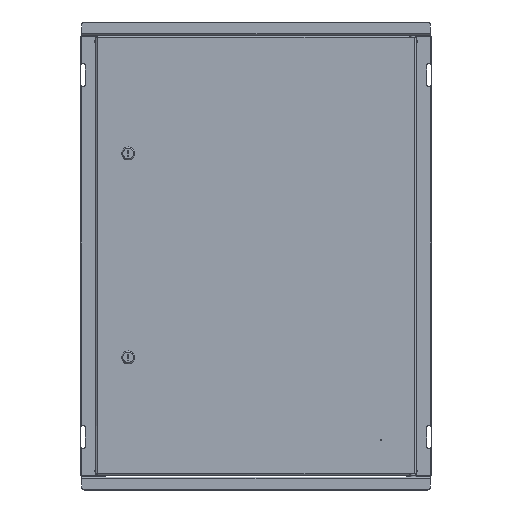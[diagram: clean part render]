
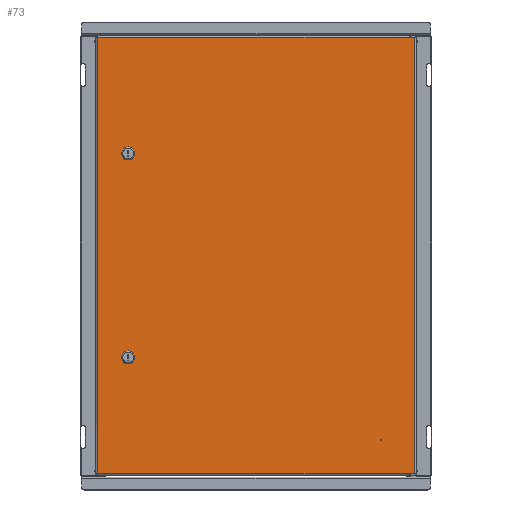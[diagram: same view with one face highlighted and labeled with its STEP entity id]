
A CAD part, top view. The second image highlights one B-rep face of the part: STEP entity #73.
In plain terms, the highlighted planar face has unit normal (0, 0, 1).
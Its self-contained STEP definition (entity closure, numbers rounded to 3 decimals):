
#3 = CARTESIAN_POINT ( 'NONE',  ( -208.75, -168.29, 0. ) ) ;
#19 = VECTOR ( 'NONE', #15460, 1000. ) ;
#73 = ADVANCED_FACE ( 'NONE', ( #16246, #246, #8042, #1304 ), #6705, .T. ) ;
#211 = CIRCLE ( 'NONE', #756, 9.5 ) ;
#246 = FACE_BOUND ( 'NONE', #6151, .T. ) ;
#272 = VERTEX_POINT ( 'NONE', #2266 ) ;
#420 = CARTESIAN_POINT ( 'NONE',  ( -208.75, -177.71, 0. ) ) ;
#564 = CARTESIAN_POINT ( 'NONE',  ( 268.9, 369.9, 0. ) ) ;
#658 = VERTEX_POINT ( 'NONE', #9747 ) ;
#756 = AXIS2_PLACEMENT_3D ( 'NONE', #1000, #4818, #10516 ) ;
#800 = ORIENTED_EDGE ( 'NONE', *, *, #6370, .F. ) ;
#998 = LINE ( 'NONE', #10680, #9391 ) ;
#1000 = CARTESIAN_POINT ( 'NONE',  ( -217., -173., 0. ) ) ;
#1018 = EDGE_CURVE ( 'NONE', #14845, #4292, #6805, .T. ) ;
#1030 = CARTESIAN_POINT ( 'NONE',  ( -217., 173., 0. ) ) ;
#1047 = DIRECTION ( 'NONE',  ( 1., 0., 0. ) ) ;
#1124 = EDGE_CURVE ( 'NONE', #658, #14265, #15733, .T. ) ;
#1203 = ORIENTED_EDGE ( 'NONE', *, *, #1258, .T. ) ;
#1258 = EDGE_CURVE ( 'NONE', #8532, #4239, #2565, .T. ) ;
#1263 = CARTESIAN_POINT ( 'NONE',  ( -217., -173., 0. ) ) ;
#1304 = FACE_BOUND ( 'NONE', #16412, .T. ) ;
#1402 = LINE ( 'NONE', #3, #4325 ) ;
#1455 = VERTEX_POINT ( 'NONE', #420 ) ;
#1724 = CARTESIAN_POINT ( 'NONE',  ( 268.9, -369.9, 0. ) ) ;
#2080 = LINE ( 'NONE', #4831, #4018 ) ;
#2116 = CARTESIAN_POINT ( 'NONE',  ( 212., -313., 0. ) ) ;
#2196 = CARTESIAN_POINT ( 'NONE',  ( -217., 173., 0. ) ) ;
#2266 = CARTESIAN_POINT ( 'NONE',  ( -208.75, -168.29, 0. ) ) ;
#2337 = ORIENTED_EDGE ( 'NONE', *, *, #10162, .F. ) ;
#2338 = EDGE_CURVE ( 'NONE', #272, #1455, #1402, .T. ) ;
#2541 = DIRECTION ( 'NONE',  ( 1., 0., 0. ) ) ;
#2565 = LINE ( 'NONE', #15829, #8499 ) ;
#2704 = ORIENTED_EDGE ( 'NONE', *, *, #8667, .T. ) ;
#2791 = VERTEX_POINT ( 'NONE', #8180 ) ;
#3270 = VERTEX_POINT ( 'NONE', #16623 ) ;
#3435 = ORIENTED_EDGE ( 'NONE', *, *, #17330, .T. ) ;
#3475 = CARTESIAN_POINT ( 'NONE',  ( -268.9, 369.9, 0. ) ) ;
#3595 = ORIENTED_EDGE ( 'NONE', *, *, #13196, .T. ) ;
#3649 = ORIENTED_EDGE ( 'NONE', *, *, #1124, .F. ) ;
#4018 = VECTOR ( 'NONE', #15279, 1000. ) ;
#4239 = VERTEX_POINT ( 'NONE', #1724 ) ;
#4292 = VERTEX_POINT ( 'NONE', #9911 ) ;
#4323 = VERTEX_POINT ( 'NONE', #13851 ) ;
#4325 = VECTOR ( 'NONE', #9451, 1000. ) ;
#4454 = CIRCLE ( 'NONE', #8393, 9.5 ) ;
#4697 = VERTEX_POINT ( 'NONE', #15233 ) ;
#4818 = DIRECTION ( 'NONE',  ( 0., 0., -1. ) ) ;
#4831 = CARTESIAN_POINT ( 'NONE',  ( -225.25, -168.29, 0. ) ) ;
#5033 = ORIENTED_EDGE ( 'NONE', *, *, #6852, .T. ) ;
#5089 = EDGE_LOOP ( 'NONE', ( #16221, #13845 ) ) ;
#5372 = DIRECTION ( 'NONE',  ( 0., 0., 1. ) ) ;
#5528 = EDGE_CURVE ( 'NONE', #4292, #14845, #16176, .T. ) ;
#5556 = CARTESIAN_POINT ( 'NONE',  ( 0., 0., 0. ) ) ;
#5643 = DIRECTION ( 'NONE',  ( 1., 0., 0. ) ) ;
#5675 = DIRECTION ( 'NONE',  ( 0., 1., 0. ) ) ;
#5759 = LINE ( 'NONE', #9625, #13703 ) ;
#5836 = CIRCLE ( 'NONE', #6112, 9.5 ) ;
#5881 = ORIENTED_EDGE ( 'NONE', *, *, #10547, .T. ) ;
#5931 = AXIS2_PLACEMENT_3D ( 'NONE', #5556, #10477, #5643 ) ;
#6056 = CARTESIAN_POINT ( 'NONE',  ( -268.9, 371.788, 0. ) ) ;
#6108 = ORIENTED_EDGE ( 'NONE', *, *, #14983, .F. ) ;
#6112 = AXIS2_PLACEMENT_3D ( 'NONE', #2196, #8909, #1047 ) ;
#6131 = VECTOR ( 'NONE', #12754, 1000. ) ;
#6151 = EDGE_LOOP ( 'NONE', ( #800, #6108, #2337, #3649 ) ) ;
#6370 = EDGE_CURVE ( 'NONE', #13695, #658, #5836, .T. ) ;
#6446 = ORIENTED_EDGE ( 'NONE', *, *, #9350, .T. ) ;
#6705 = PLANE ( 'NONE',  #5931 ) ;
#6741 = CIRCLE ( 'NONE', #7583, 9.5 ) ;
#6805 = CIRCLE ( 'NONE', #13241, 0.5 ) ;
#6852 = EDGE_CURVE ( 'NONE', #1455, #3270, #4454, .T. ) ;
#7583 = AXIS2_PLACEMENT_3D ( 'NONE', #1030, #5372, #2541 ) ;
#7656 = VECTOR ( 'NONE', #9175, 1000. ) ;
#7686 = CARTESIAN_POINT ( 'NONE',  ( 270.788, 369.9, 0. ) ) ;
#7797 = AXIS2_PLACEMENT_3D ( 'NONE', #16650, #11138, #8366 ) ;
#7869 = CARTESIAN_POINT ( 'NONE',  ( -225.25, 168.29, 0. ) ) ;
#7957 = DIRECTION ( 'NONE',  ( 1., 0., 0. ) ) ;
#8042 = FACE_OUTER_BOUND ( 'NONE', #15894, .T. ) ;
#8180 = CARTESIAN_POINT ( 'NONE',  ( -208.75, 168.29, 0. ) ) ;
#8366 = DIRECTION ( 'NONE',  ( 1., 0., 0. ) ) ;
#8393 = AXIS2_PLACEMENT_3D ( 'NONE', #1263, #12013, #13056 ) ;
#8499 = VECTOR ( 'NONE', #7957, 1000. ) ;
#8532 = VERTEX_POINT ( 'NONE', #11611 ) ;
#8570 = DIRECTION ( 'NONE',  ( 1., 0., 0. ) ) ;
#8574 = EDGE_CURVE ( 'NONE', #17302, #14291, #14319, .T. ) ;
#8613 = CARTESIAN_POINT ( 'NONE',  ( 260., 369.9, 0. ) ) ;
#8667 = EDGE_CURVE ( 'NONE', #4697, #272, #211, .T. ) ;
#8733 = CARTESIAN_POINT ( 'NONE',  ( -208.75, 168.29, 0. ) ) ;
#8779 = CARTESIAN_POINT ( 'NONE',  ( -225.25, 168.29, 0. ) ) ;
#8909 = DIRECTION ( 'NONE',  ( 0., 0., 1. ) ) ;
#9175 = DIRECTION ( 'NONE',  ( 0., -1., 0. ) ) ;
#9350 = EDGE_CURVE ( 'NONE', #4239, #17302, #5759, .T. ) ;
#9391 = VECTOR ( 'NONE', #15778, 1000. ) ;
#9451 = DIRECTION ( 'NONE',  ( 0., -1., 0. ) ) ;
#9625 = CARTESIAN_POINT ( 'NONE',  ( 268.9, -371.788, 0. ) ) ;
#9722 = VECTOR ( 'NONE', #16771, 1000. ) ;
#9747 = CARTESIAN_POINT ( 'NONE',  ( -225.25, 177.71, 0. ) ) ;
#9794 = CARTESIAN_POINT ( 'NONE',  ( 212.5, -313., 0. ) ) ;
#9911 = CARTESIAN_POINT ( 'NONE',  ( 211.5, -313., 0. ) ) ;
#9913 = ORIENTED_EDGE ( 'NONE', *, *, #11460, .T. ) ;
#10091 = VECTOR ( 'NONE', #16565, 1000. ) ;
#10162 = EDGE_CURVE ( 'NONE', #14265, #2791, #6741, .T. ) ;
#10477 = DIRECTION ( 'NONE',  ( 0., 0., 1. ) ) ;
#10516 = DIRECTION ( 'NONE',  ( 1., 0., 0. ) ) ;
#10547 = EDGE_CURVE ( 'NONE', #16630, #4323, #11571, .T. ) ;
#10680 = CARTESIAN_POINT ( 'NONE',  ( 270.788, 369.9, 0. ) ) ;
#11138 = DIRECTION ( 'NONE',  ( 0., 0., 1. ) ) ;
#11261 = DIRECTION ( 'NONE',  ( 0., 0., 1. ) ) ;
#11460 = EDGE_CURVE ( 'NONE', #4323, #8532, #17021, .T. ) ;
#11571 = LINE ( 'NONE', #6056, #10091 ) ;
#11611 = CARTESIAN_POINT ( 'NONE',  ( 260., -369.9, 0. ) ) ;
#11988 = CARTESIAN_POINT ( 'NONE',  ( -208.75, 177.71, 0. ) ) ;
#12013 = DIRECTION ( 'NONE',  ( 0., 0., -1. ) ) ;
#12428 = ORIENTED_EDGE ( 'NONE', *, *, #2338, .T. ) ;
#12754 = DIRECTION ( 'NONE',  ( -1., 0., 0. ) ) ;
#12821 = CARTESIAN_POINT ( 'NONE',  ( -270.788, -369.9, 0. ) ) ;
#13056 = DIRECTION ( 'NONE',  ( 1., 0., 0. ) ) ;
#13196 = EDGE_CURVE ( 'NONE', #14291, #16630, #998, .T. ) ;
#13241 = AXIS2_PLACEMENT_3D ( 'NONE', #2116, #11261, #8570 ) ;
#13695 = VERTEX_POINT ( 'NONE', #11988 ) ;
#13703 = VECTOR ( 'NONE', #5675, 1000. ) ;
#13845 = ORIENTED_EDGE ( 'NONE', *, *, #1018, .F. ) ;
#13851 = CARTESIAN_POINT ( 'NONE',  ( -268.9, -369.9, 0. ) ) ;
#13894 = LINE ( 'NONE', #8733, #9722 ) ;
#14141 = ORIENTED_EDGE ( 'NONE', *, *, #8574, .T. ) ;
#14265 = VERTEX_POINT ( 'NONE', #8779 ) ;
#14291 = VERTEX_POINT ( 'NONE', #8613 ) ;
#14319 = LINE ( 'NONE', #7686, #6131 ) ;
#14845 = VERTEX_POINT ( 'NONE', #9794 ) ;
#14983 = EDGE_CURVE ( 'NONE', #2791, #13695, #13894, .T. ) ;
#15233 = CARTESIAN_POINT ( 'NONE',  ( -225.25, -168.29, 0. ) ) ;
#15279 = DIRECTION ( 'NONE',  ( 0., 1., 0. ) ) ;
#15460 = DIRECTION ( 'NONE',  ( 1., 0., 0. ) ) ;
#15733 = LINE ( 'NONE', #7869, #7656 ) ;
#15778 = DIRECTION ( 'NONE',  ( -1., 0., 0. ) ) ;
#15829 = CARTESIAN_POINT ( 'NONE',  ( -270.788, -369.9, 0. ) ) ;
#15894 = EDGE_LOOP ( 'NONE', ( #5881, #9913, #1203, #6446, #14141, #3595 ) ) ;
#16176 = CIRCLE ( 'NONE', #7797, 0.5 ) ;
#16221 = ORIENTED_EDGE ( 'NONE', *, *, #5528, .F. ) ;
#16246 = FACE_BOUND ( 'NONE', #5089, .T. ) ;
#16412 = EDGE_LOOP ( 'NONE', ( #12428, #5033, #3435, #2704 ) ) ;
#16565 = DIRECTION ( 'NONE',  ( 0., -1., 0. ) ) ;
#16623 = CARTESIAN_POINT ( 'NONE',  ( -225.25, -177.71, 0. ) ) ;
#16630 = VERTEX_POINT ( 'NONE', #3475 ) ;
#16650 = CARTESIAN_POINT ( 'NONE',  ( 212., -313., 0. ) ) ;
#16771 = DIRECTION ( 'NONE',  ( 0., 1., 0. ) ) ;
#17021 = LINE ( 'NONE', #12821, #19 ) ;
#17302 = VERTEX_POINT ( 'NONE', #564 ) ;
#17330 = EDGE_CURVE ( 'NONE', #3270, #4697, #2080, .T. ) ;
